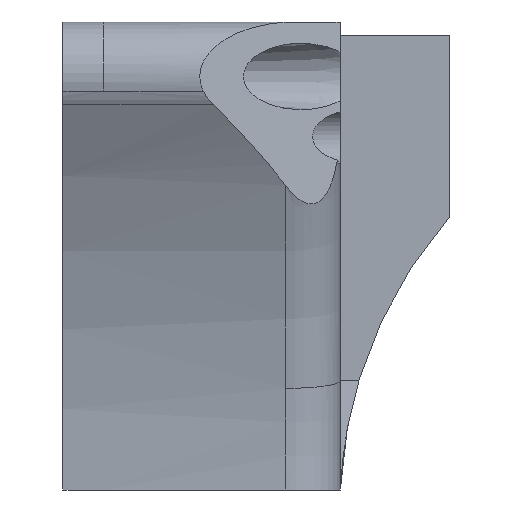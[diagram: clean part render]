
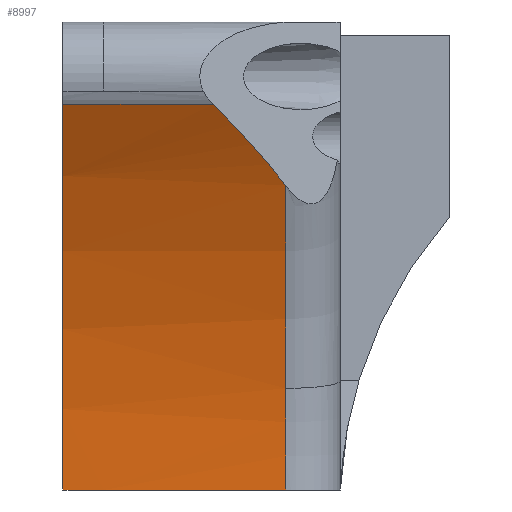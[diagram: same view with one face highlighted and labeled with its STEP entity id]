
A CAD part, left-side view. The second image highlights one B-rep face of the part: STEP entity #8997.
In plain terms, the highlighted cylindrical face has radius 41.469 mm (diameter 82.938 mm), a partial arc.
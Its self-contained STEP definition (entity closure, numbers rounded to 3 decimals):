
#128 = PLANE('',#129);
#129 = AXIS2_PLACEMENT_3D('',#130,#131,#132);
#130 = CARTESIAN_POINT('',(-9.74,0.,1.));
#131 = DIRECTION('',(0.,0.,-1.));
#132 = DIRECTION('',(-1.,0.,0.));
#2541 = PLANE('',#2542);
#2542 = AXIS2_PLACEMENT_3D('',#2543,#2544,#2545);
#2543 = CARTESIAN_POINT('',(-9.74,0.,1.));
#2544 = DIRECTION('',(0.,0.,1.));
#2545 = DIRECTION('',(-1.,0.,0.));
#2634 = VERTEX_POINT('',#2635);
#2635 = CARTESIAN_POINT('',(-9.74,0.,1.));
#2656 = EDGE_CURVE('',#2634,#2657,#2659,.T.);
#2657 = VERTEX_POINT('',#2658);
#2658 = CARTESIAN_POINT('',(-9.74,-10.,1.));
#2659 = SURFACE_CURVE('',#2660,(#2664,#2671),.PCURVE_S1.);
#2660 = LINE('',#2661,#2662);
#2661 = CARTESIAN_POINT('',(-9.74,0.,1.));
#2662 = VECTOR('',#2663,1.);
#2663 = DIRECTION('',(0.,-1.,0.));
#2664 = PCURVE('',#128,#2665);
#2665 = DEFINITIONAL_REPRESENTATION('',(#2666),#2670);
#2666 = LINE('',#2667,#2668);
#2667 = CARTESIAN_POINT('',(-0.,0.));
#2668 = VECTOR('',#2669,1.);
#2669 = DIRECTION('',(0.,-1.));
#2670 = ( GEOMETRIC_REPRESENTATION_CONTEXT(2) 
PARAMETRIC_REPRESENTATION_CONTEXT() REPRESENTATION_CONTEXT('2D SPACE',''
  ) );
#2671 = PCURVE('',#2672,#2677);
#2672 = CYLINDRICAL_SURFACE('',#2673,41.469);
#2673 = AXIS2_PLACEMENT_3D('',#2674,#2675,#2676);
#2674 = CARTESIAN_POINT('',(-51.209,-50.,1.));
#2675 = DIRECTION('',(0.,-1.,0.));
#2676 = DIRECTION('',(-1.,0.,0.));
#2677 = DEFINITIONAL_REPRESENTATION('',(#2678),#2682);
#2678 = LINE('',#2679,#2680);
#2679 = CARTESIAN_POINT('',(-3.142,-50.));
#2680 = VECTOR('',#2681,1.);
#2681 = DIRECTION('',(0.,1.));
#2682 = ( GEOMETRIC_REPRESENTATION_CONTEXT(2) 
PARAMETRIC_REPRESENTATION_CONTEXT() REPRESENTATION_CONTEXT('2D SPACE',''
  ) );
#3812 = TOROIDAL_SURFACE('',#3813,44.469,3.);
#3813 = AXIS2_PLACEMENT_3D('',#3814,#3815,#3816);
#3814 = CARTESIAN_POINT('',(-51.209,-10.,1.));
#3815 = DIRECTION('',(0.,-1.,0.));
#3816 = DIRECTION('',(1.,0.,0.));
#8265 = PLANE('',#8266);
#8266 = AXIS2_PLACEMENT_3D('',#8267,#8268,#8269);
#8267 = CARTESIAN_POINT('',(-6.59,2.25,14.665));
#8268 = DIRECTION('',(0.,1.,0.));
#8269 = DIRECTION('',(0.,0.,-1.));
#8842 = EDGE_CURVE('',#2634,#8843,#8845,.T.);
#8843 = VERTEX_POINT('',#8844);
#8844 = CARTESIAN_POINT('',(-9.74,2.25,1.));
#8845 = SURFACE_CURVE('',#8846,(#8850,#8857),.PCURVE_S1.);
#8846 = LINE('',#8847,#8848);
#8847 = CARTESIAN_POINT('',(-9.74,0.,1.));
#8848 = VECTOR('',#8849,1.);
#8849 = DIRECTION('',(0.,1.,0.));
#8850 = PCURVE('',#2541,#8851);
#8851 = DEFINITIONAL_REPRESENTATION('',(#8852),#8856);
#8852 = LINE('',#8853,#8854);
#8853 = CARTESIAN_POINT('',(-0.,0.));
#8854 = VECTOR('',#8855,1.);
#8855 = DIRECTION('',(0.,-1.));
#8856 = ( GEOMETRIC_REPRESENTATION_CONTEXT(2) 
PARAMETRIC_REPRESENTATION_CONTEXT() REPRESENTATION_CONTEXT('2D SPACE',''
  ) );
#8857 = PCURVE('',#2672,#8858);
#8858 = DEFINITIONAL_REPRESENTATION('',(#8859),#8863);
#8859 = LINE('',#8860,#8861);
#8860 = CARTESIAN_POINT('',(-3.142,-50.));
#8861 = VECTOR('',#8862,1.);
#8862 = DIRECTION('',(-0.,-1.));
#8863 = ( GEOMETRIC_REPRESENTATION_CONTEXT(2) 
PARAMETRIC_REPRESENTATION_CONTEXT() REPRESENTATION_CONTEXT('2D SPACE',''
  ) );
#8948 = VERTEX_POINT('',#8949);
#8949 = CARTESIAN_POINT('',(-10.119,-10.,6.595));
#8964 = TOROIDAL_SURFACE('',#8965,44.469,3.);
#8965 = AXIS2_PLACEMENT_3D('',#8966,#8967,#8968);
#8966 = CARTESIAN_POINT('',(-51.209,-10.,1.));
#8967 = DIRECTION('',(0.,-1.,0.));
#8968 = DIRECTION('',(0.989,0.,0.145)
  );
#8976 = EDGE_CURVE('',#2657,#8948,#8977,.T.);
#8977 = SURFACE_CURVE('',#8978,(#8983,#8990),.PCURVE_S1.);
#8978 = CIRCLE('',#8979,41.469);
#8979 = AXIS2_PLACEMENT_3D('',#8980,#8981,#8982);
#8980 = CARTESIAN_POINT('',(-51.209,-10.,1.));
#8981 = DIRECTION('',(0.,-1.,0.));
#8982 = DIRECTION('',(1.,0.,0.));
#8983 = PCURVE('',#3812,#8984);
#8984 = DEFINITIONAL_REPRESENTATION('',(#8985),#8989);
#8985 = LINE('',#8986,#8987);
#8986 = CARTESIAN_POINT('',(0.,3.142));
#8987 = VECTOR('',#8988,1.);
#8988 = DIRECTION('',(1.,0.));
#8989 = ( GEOMETRIC_REPRESENTATION_CONTEXT(2) 
PARAMETRIC_REPRESENTATION_CONTEXT() REPRESENTATION_CONTEXT('2D SPACE',''
  ) );
#8990 = PCURVE('',#2672,#8991);
#8991 = DEFINITIONAL_REPRESENTATION('',(#8992),#8996);
#8992 = LINE('',#8993,#8994);
#8993 = CARTESIAN_POINT('',(-3.142,-40.));
#8994 = VECTOR('',#8995,1.);
#8995 = DIRECTION('',(1.,-0.));
#8996 = ( GEOMETRIC_REPRESENTATION_CONTEXT(2) 
PARAMETRIC_REPRESENTATION_CONTEXT() REPRESENTATION_CONTEXT('2D SPACE',''
  ) );
#8997 = ADVANCED_FACE('',(#8998),#2672,.F.);
#8998 = FACE_BOUND('',#8999,.T.);
#8999 = EDGE_LOOP('',(#9000,#9034,#9062,#9088,#9089,#9090,#9091));
#9000 = ORIENTED_EDGE('',*,*,#9001,.F.);
#9001 = EDGE_CURVE('',#9002,#9004,#9006,.T.);
#9002 = VERTEX_POINT('',#9003);
#9003 = CARTESIAN_POINT('',(-15.578,-6.019,
    22.215));
#9004 = VERTEX_POINT('',#9005);
#9005 = CARTESIAN_POINT('',(-13.279,-10.,17.763));
#9006 = SURFACE_CURVE('',#9007,(#9012,#9022),.PCURVE_S1.);
#9007 = ELLIPSE('',#9008,82.938,41.469);
#9008 = AXIS2_PLACEMENT_3D('',#9009,#9010,#9011);
#9009 = CARTESIAN_POINT('',(-51.209,55.697,1.));
#9010 = DIRECTION('',(0.866,0.5,0.));
#9011 = DIRECTION('',(0.5,-0.866,0.));
#9012 = PCURVE('',#2672,#9013);
#9013 = DEFINITIONAL_REPRESENTATION('',(#9014),#9021);
#9014 = B_SPLINE_CURVE_WITH_KNOTS('',5,(#9015,#9016,#9017,#9018,#9019,
    #9020),.UNSPECIFIED.,.F.,.F.,(6,6),(5.746,6.026),
  .PIECEWISE_BEZIER_KNOTS.);
#9015 = CARTESIAN_POINT('',(-2.605,-43.981));
#9016 = CARTESIAN_POINT('',(-2.661,-41.923));
#9017 = CARTESIAN_POINT('',(-2.717,-40.107));
#9018 = CARTESIAN_POINT('',(-2.773,-38.546));
#9019 = CARTESIAN_POINT('',(-2.829,-37.251));
#9020 = CARTESIAN_POINT('',(-2.885,-36.229));
#9021 = ( GEOMETRIC_REPRESENTATION_CONTEXT(2) 
PARAMETRIC_REPRESENTATION_CONTEXT() REPRESENTATION_CONTEXT('2D SPACE',''
  ) );
#9022 = PCURVE('',#9023,#9028);
#9023 = PLANE('',#9024);
#9024 = AXIS2_PLACEMENT_3D('',#9025,#9026,#9027);
#9025 = CARTESIAN_POINT('',(-19.053,0.,
    0.));
#9026 = DIRECTION('',(0.866,0.5,0.));
#9027 = DIRECTION('',(0.5,-0.866,0.));
#9028 = DEFINITIONAL_REPRESENTATION('',(#9029),#9033);
#9029 = ELLIPSE('',#9030,82.938,41.469);
#9030 = AXIS2_PLACEMENT_2D('',#9031,#9032);
#9031 = CARTESIAN_POINT('',(-64.313,-1.));
#9032 = DIRECTION('',(1.,0.));
#9033 = ( GEOMETRIC_REPRESENTATION_CONTEXT(2) 
PARAMETRIC_REPRESENTATION_CONTEXT() REPRESENTATION_CONTEXT('2D SPACE',''
  ) );
#9034 = ORIENTED_EDGE('',*,*,#9035,.T.);
#9035 = EDGE_CURVE('',#9002,#9036,#9038,.T.);
#9036 = VERTEX_POINT('',#9037);
#9037 = CARTESIAN_POINT('',(-15.578,2.25,22.215));
#9038 = SURFACE_CURVE('',#9039,(#9043,#9050),.PCURVE_S1.);
#9039 = LINE('',#9040,#9041);
#9040 = CARTESIAN_POINT('',(-15.578,-50.,22.215));
#9041 = VECTOR('',#9042,1.);
#9042 = DIRECTION('',(0.,1.,0.));
#9043 = PCURVE('',#2672,#9044);
#9044 = DEFINITIONAL_REPRESENTATION('',(#9045),#9049);
#9045 = LINE('',#9046,#9047);
#9046 = CARTESIAN_POINT('',(-2.605,0.));
#9047 = VECTOR('',#9048,1.);
#9048 = DIRECTION('',(-0.,-1.));
#9049 = ( GEOMETRIC_REPRESENTATION_CONTEXT(2) 
PARAMETRIC_REPRESENTATION_CONTEXT() REPRESENTATION_CONTEXT('2D SPACE',''
  ) );
#9050 = PCURVE('',#9051,#9056);
#9051 = CYLINDRICAL_SURFACE('',#9052,3.);
#9052 = AXIS2_PLACEMENT_3D('',#9053,#9054,#9055);
#9053 = CARTESIAN_POINT('',(-13.,-50.,23.75));
#9054 = DIRECTION('',(0.,-1.,0.));
#9055 = DIRECTION('',(-1.,0.,0.));
#9056 = DEFINITIONAL_REPRESENTATION('',(#9057),#9061);
#9057 = LINE('',#9058,#9059);
#9058 = CARTESIAN_POINT('',(-5.746,0.));
#9059 = VECTOR('',#9060,1.);
#9060 = DIRECTION('',(-0.,-1.));
#9061 = ( GEOMETRIC_REPRESENTATION_CONTEXT(2) 
PARAMETRIC_REPRESENTATION_CONTEXT() REPRESENTATION_CONTEXT('2D SPACE',''
  ) );
#9062 = ORIENTED_EDGE('',*,*,#9063,.F.);
#9063 = EDGE_CURVE('',#8843,#9036,#9064,.T.);
#9064 = SURFACE_CURVE('',#9065,(#9070,#9077),.PCURVE_S1.);
#9065 = CIRCLE('',#9066,41.469);
#9066 = AXIS2_PLACEMENT_3D('',#9067,#9068,#9069);
#9067 = CARTESIAN_POINT('',(-51.209,2.25,1.));
#9068 = DIRECTION('',(0.,-1.,0.));
#9069 = DIRECTION('',(-1.,0.,0.));
#9070 = PCURVE('',#2672,#9071);
#9071 = DEFINITIONAL_REPRESENTATION('',(#9072),#9076);
#9072 = LINE('',#9073,#9074);
#9073 = CARTESIAN_POINT('',(-6.283,-52.25));
#9074 = VECTOR('',#9075,1.);
#9075 = DIRECTION('',(1.,-0.));
#9076 = ( GEOMETRIC_REPRESENTATION_CONTEXT(2) 
PARAMETRIC_REPRESENTATION_CONTEXT() REPRESENTATION_CONTEXT('2D SPACE',''
  ) );
#9077 = PCURVE('',#8265,#9078);
#9078 = DEFINITIONAL_REPRESENTATION('',(#9079),#9087);
#9079 = ( BOUNDED_CURVE() B_SPLINE_CURVE(2,(#9080,#9081,#9082,#9083,
#9084,#9085,#9086),.UNSPECIFIED.,.T.,.F.) B_SPLINE_CURVE_WITH_KNOTS((1,2
    ,2,2,2,1),(-2.094,0.,2.094,4.189,
6.283,8.378),.UNSPECIFIED.) CURVE() 
GEOMETRIC_REPRESENTATION_ITEM() RATIONAL_B_SPLINE_CURVE((1.,0.5,1.,0.5,
1.,0.5,1.)) REPRESENTATION_ITEM('') );
#9080 = CARTESIAN_POINT('',(13.665,86.088));
#9081 = CARTESIAN_POINT('',(85.492,86.088));
#9082 = CARTESIAN_POINT('',(49.578,23.884));
#9083 = CARTESIAN_POINT('',(13.665,-38.319));
#9084 = CARTESIAN_POINT('',(-22.248,23.884));
#9085 = CARTESIAN_POINT('',(-58.162,86.088));
#9086 = CARTESIAN_POINT('',(13.665,86.088));
#9087 = ( GEOMETRIC_REPRESENTATION_CONTEXT(2) 
PARAMETRIC_REPRESENTATION_CONTEXT() REPRESENTATION_CONTEXT('2D SPACE',''
  ) );
#9088 = ORIENTED_EDGE('',*,*,#8842,.F.);
#9089 = ORIENTED_EDGE('',*,*,#2656,.T.);
#9090 = ORIENTED_EDGE('',*,*,#8976,.T.);
#9091 = ORIENTED_EDGE('',*,*,#9092,.T.);
#9092 = EDGE_CURVE('',#8948,#9004,#9093,.T.);
#9093 = SURFACE_CURVE('',#9094,(#9099,#9106),.PCURVE_S1.);
#9094 = CIRCLE('',#9095,41.469);
#9095 = AXIS2_PLACEMENT_3D('',#9096,#9097,#9098);
#9096 = CARTESIAN_POINT('',(-51.209,-10.,1.));
#9097 = DIRECTION('',(0.,-1.,0.));
#9098 = DIRECTION('',(0.989,0.,0.145)
  );
#9099 = PCURVE('',#2672,#9100);
#9100 = DEFINITIONAL_REPRESENTATION('',(#9101),#9105);
#9101 = LINE('',#9102,#9103);
#9102 = CARTESIAN_POINT('',(-2.996,-40.));
#9103 = VECTOR('',#9104,1.);
#9104 = DIRECTION('',(1.,-0.));
#9105 = ( GEOMETRIC_REPRESENTATION_CONTEXT(2) 
PARAMETRIC_REPRESENTATION_CONTEXT() REPRESENTATION_CONTEXT('2D SPACE',''
  ) );
#9106 = PCURVE('',#8964,#9107);
#9107 = DEFINITIONAL_REPRESENTATION('',(#9108),#9112);
#9108 = LINE('',#9109,#9110);
#9109 = CARTESIAN_POINT('',(0.,3.142));
#9110 = VECTOR('',#9111,1.);
#9111 = DIRECTION('',(1.,0.));
#9112 = ( GEOMETRIC_REPRESENTATION_CONTEXT(2) 
PARAMETRIC_REPRESENTATION_CONTEXT() REPRESENTATION_CONTEXT('2D SPACE',''
  ) );
